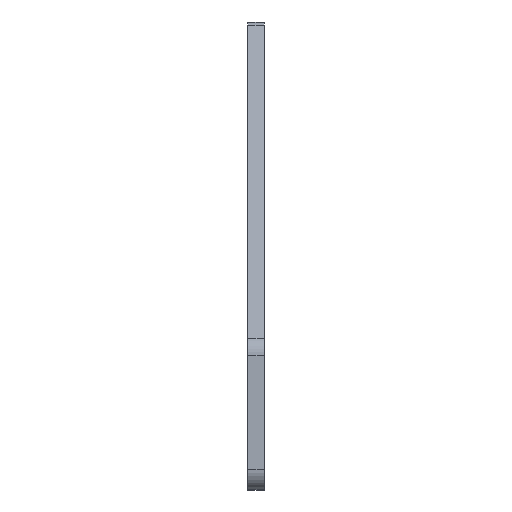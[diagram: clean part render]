
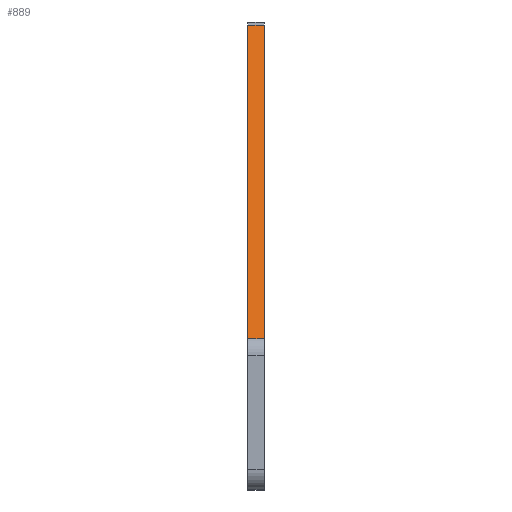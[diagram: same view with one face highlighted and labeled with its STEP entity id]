
A CAD part, left-side view. The second image highlights one B-rep face of the part: STEP entity #889.
In plain terms, the highlighted planar face has unit normal (-0.555, 0, 0.832).
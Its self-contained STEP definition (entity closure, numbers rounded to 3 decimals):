
#59 = DIRECTION ( 'NONE',  ( 0., 1., 0. ) ) ;
#85 = VECTOR ( 'NONE', #351, 1000. ) ;
#92 = CARTESIAN_POINT ( 'NONE',  ( -9.546, 2., 48.5 ) ) ;
#99 = ORIENTED_EDGE ( 'NONE', *, *, #615, .F. ) ;
#206 = ORIENTED_EDGE ( 'NONE', *, *, #456, .T. ) ;
#227 = ORIENTED_EDGE ( 'NONE', *, *, #511, .F. ) ;
#231 = VERTEX_POINT ( 'NONE', #721 ) ;
#240 = CARTESIAN_POINT ( 'NONE',  ( -10.176, 0., 48.08 ) ) ;
#283 = VECTOR ( 'NONE', #505, 1000. ) ;
#303 = DIRECTION ( 'NONE',  ( -0.832, 0., -0.555 ) ) ;
#329 = LINE ( 'NONE', #240, #283 ) ;
#351 = DIRECTION ( 'NONE',  ( -0.832, 0., -0.555 ) ) ;
#369 = EDGE_LOOP ( 'NONE', ( #206, #99, #227, #808 ) ) ;
#456 = EDGE_CURVE ( 'NONE', #231, #988, #1136, .T. ) ;
#478 = VECTOR ( 'NONE', #303, 1000. ) ;
#505 = DIRECTION ( 'NONE',  ( 0., -1., 0. ) ) ;
#510 = CARTESIAN_POINT ( 'NONE',  ( -10.176, 0., 48.08 ) ) ;
#511 = EDGE_CURVE ( 'NONE', #1008, #665, #827, .T. ) ;
#585 = CARTESIAN_POINT ( 'NONE',  ( -9.546, 0., 48.5 ) ) ;
#615 = EDGE_CURVE ( 'NONE', #665, #988, #1101, .T. ) ;
#651 = FACE_OUTER_BOUND ( 'NONE', #369, .T. ) ;
#665 = VERTEX_POINT ( 'NONE', #1025 ) ;
#687 = AXIS2_PLACEMENT_3D ( 'NONE', #585, #933, #1112 ) ;
#721 = CARTESIAN_POINT ( 'NONE',  ( -10.176, 2., 48.08 ) ) ;
#723 = EDGE_CURVE ( 'NONE', #231, #1008, #329, .T. ) ;
#808 = ORIENTED_EDGE ( 'NONE', *, *, #723, .F. ) ;
#827 = LINE ( 'NONE', #995, #478 ) ;
#856 = VECTOR ( 'NONE', #59, 1000. ) ;
#889 = ADVANCED_FACE ( 'NONE', ( #651 ), #1015, .T. ) ;
#933 = DIRECTION ( 'NONE',  ( -0.555, 0., 0.832 ) ) ;
#988 = VERTEX_POINT ( 'NONE', #1001 ) ;
#995 = CARTESIAN_POINT ( 'NONE',  ( -9.546, 0., 48.5 ) ) ;
#1001 = CARTESIAN_POINT ( 'NONE',  ( -67.387, 2., 9.939 ) ) ;
#1008 = VERTEX_POINT ( 'NONE', #510 ) ;
#1015 = PLANE ( 'NONE',  #687 ) ;
#1020 = CARTESIAN_POINT ( 'NONE',  ( -67.387, 0., 9.939 ) ) ;
#1025 = CARTESIAN_POINT ( 'NONE',  ( -67.387, 0., 9.939 ) ) ;
#1101 = LINE ( 'NONE', #1020, #856 ) ;
#1112 = DIRECTION ( 'NONE',  ( -0.832, 0., -0.555 ) ) ;
#1136 = LINE ( 'NONE', #92, #85 ) ;
